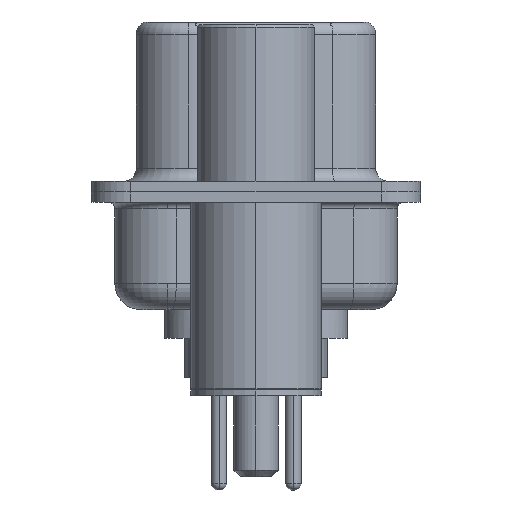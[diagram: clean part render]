
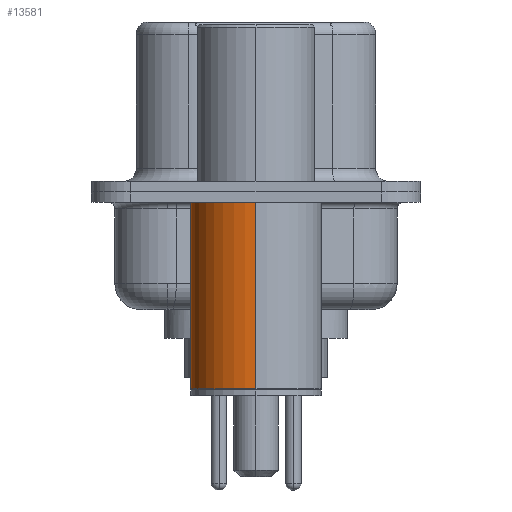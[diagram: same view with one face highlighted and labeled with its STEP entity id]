
A CAD part, left-side view. The second image highlights one B-rep face of the part: STEP entity #13581.
In plain terms, the highlighted cylindrical face has radius 2.5 mm (diameter 5 mm), a partial arc.
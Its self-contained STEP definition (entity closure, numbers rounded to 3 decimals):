
#1115 = EDGE_CURVE ( 'NONE', #9138, #12597, #3045, .T. ) ;
#1219 = ORIENTED_EDGE ( 'NONE', *, *, #17799, .T. ) ;
#2624 = AXIS2_PLACEMENT_3D ( 'NONE', #2893, #6832, #8837 ) ;
#2893 = CARTESIAN_POINT ( 'NONE',  ( 0., 0., 0.581 ) ) ;
#3045 = CIRCLE ( 'NONE', #17794, 2.5 ) ;
#3182 = CARTESIAN_POINT ( 'NONE',  ( 0., 0., -0.4 ) ) ;
#3304 = VERTEX_POINT ( 'NONE', #3777 ) ;
#3777 = CARTESIAN_POINT ( 'NONE',  ( 2.5, 0., -7.525 ) ) ;
#5129 = CARTESIAN_POINT ( 'NONE',  ( 0., 0., -7.525 ) ) ;
#5346 = CARTESIAN_POINT ( 'NONE',  ( 2.5, 0., 0.581 ) ) ;
#6832 = DIRECTION ( 'NONE',  ( 0., 0., 1. ) ) ;
#7105 = ORIENTED_EDGE ( 'NONE', *, *, #1115, .F. ) ;
#7116 = DIRECTION ( 'NONE',  ( 1., 0., 0. ) ) ;
#7955 = VERTEX_POINT ( 'NONE', #19630 ) ;
#8837 = DIRECTION ( 'NONE',  ( 1., 0., 0. ) ) ;
#9138 = VERTEX_POINT ( 'NONE', #9960 ) ;
#9343 = DIRECTION ( 'NONE',  ( 0., 0., 1. ) ) ;
#9960 = CARTESIAN_POINT ( 'NONE',  ( 2.5, 0., -0.4 ) ) ;
#10202 = EDGE_CURVE ( 'NONE', #7955, #12597, #11612, .T. ) ;
#11612 = LINE ( 'NONE', #22731, #16257 ) ;
#12597 = VERTEX_POINT ( 'NONE', #17388 ) ;
#13541 = ORIENTED_EDGE ( 'NONE', *, *, #21202, .F. ) ;
#13581 = ADVANCED_FACE ( 'NONE', ( #16965 ), #21337, .T. ) ;
#13723 = AXIS2_PLACEMENT_3D ( 'NONE', #5129, #18848, #7116 ) ;
#16006 = ORIENTED_EDGE ( 'NONE', *, *, #10202, .T. ) ;
#16257 = VECTOR ( 'NONE', #20842, 1000. ) ;
#16845 = VECTOR ( 'NONE', #9343, 1000. ) ;
#16965 = FACE_OUTER_BOUND ( 'NONE', #21522, .T. ) ;
#17388 = CARTESIAN_POINT ( 'NONE',  ( -2.5, 0., -0.4 ) ) ;
#17420 = LINE ( 'NONE', #5346, #16845 ) ;
#17794 = AXIS2_PLACEMENT_3D ( 'NONE', #3182, #23141, #23585 ) ;
#17799 = EDGE_CURVE ( 'NONE', #3304, #7955, #20568, .T. ) ;
#18848 = DIRECTION ( 'NONE',  ( 0., 0., 1. ) ) ;
#19630 = CARTESIAN_POINT ( 'NONE',  ( -2.5, 0., -7.525 ) ) ;
#20568 = CIRCLE ( 'NONE', #13723, 2.5 ) ;
#20842 = DIRECTION ( 'NONE',  ( 0., 0., 1. ) ) ;
#21202 = EDGE_CURVE ( 'NONE', #3304, #9138, #17420, .T. ) ;
#21337 = CYLINDRICAL_SURFACE ( 'NONE', #2624, 2.5 ) ;
#21522 = EDGE_LOOP ( 'NONE', ( #1219, #16006, #7105, #13541 ) ) ;
#22731 = CARTESIAN_POINT ( 'NONE',  ( -2.5, 0., 0.581 ) ) ;
#23141 = DIRECTION ( 'NONE',  ( 0., 0., 1. ) ) ;
#23585 = DIRECTION ( 'NONE',  ( 1., 0., 0. ) ) ;
